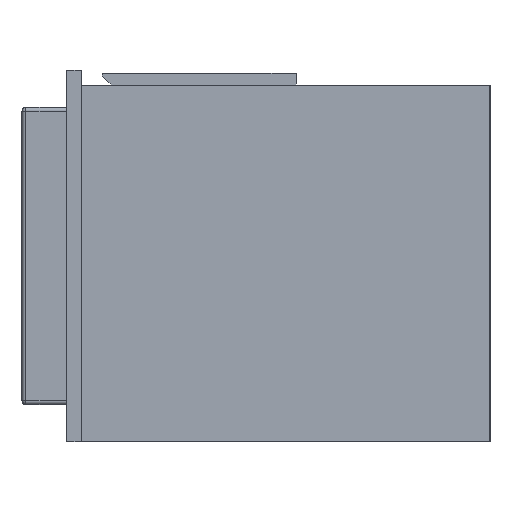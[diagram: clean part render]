
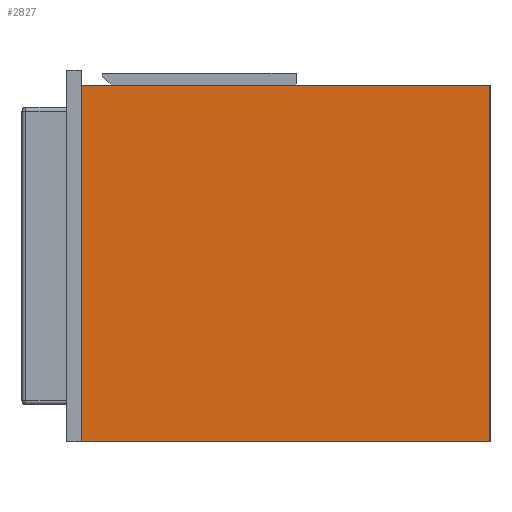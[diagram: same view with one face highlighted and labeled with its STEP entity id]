
A CAD part, left-side view. The second image highlights one B-rep face of the part: STEP entity #2827.
In plain terms, the highlighted planar face has unit normal (-1, 0, 0).
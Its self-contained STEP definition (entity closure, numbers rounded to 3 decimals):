
#19 = VECTOR ( 'NONE', #742, 1000. ) ;
#78 = VECTOR ( 'NONE', #3568, 1000. ) ;
#245 = FACE_OUTER_BOUND ( 'NONE', #1684, .T. ) ;
#350 = DIRECTION ( 'NONE',  ( 0., 0., 1. ) ) ;
#368 = AXIS2_PLACEMENT_3D ( 'NONE', #2054, #4085, #350 ) ;
#487 = VERTEX_POINT ( 'NONE', #2632 ) ;
#540 = LINE ( 'NONE', #4589, #1639 ) ;
#621 = ORIENTED_EDGE ( 'NONE', *, *, #2491, .F. ) ;
#688 = EDGE_CURVE ( 'NONE', #487, #3013, #3446, .T. ) ;
#742 = DIRECTION ( 'NONE',  ( 0., 0., -1. ) ) ;
#1578 = ORIENTED_EDGE ( 'NONE', *, *, #1687, .T. ) ;
#1639 = VECTOR ( 'NONE', #2134, 1000. ) ;
#1684 = EDGE_LOOP ( 'NONE', ( #621, #3878, #3622, #1578 ) ) ;
#1687 = EDGE_CURVE ( 'NONE', #3917, #5142, #540, .T. ) ;
#1951 = VECTOR ( 'NONE', #5036, 1000. ) ;
#2054 = CARTESIAN_POINT ( 'NONE',  ( -444., 275., 480. ) ) ;
#2134 = DIRECTION ( 'NONE',  ( 0., 0., -1. ) ) ;
#2400 = PLANE ( 'NONE',  #368 ) ;
#2489 = CARTESIAN_POINT ( 'NONE',  ( -444., 275., 0. ) ) ;
#2491 = EDGE_CURVE ( 'NONE', #3013, #5142, #4076, .T. ) ;
#2632 = CARTESIAN_POINT ( 'NONE',  ( -444., -275., 480. ) ) ;
#2827 = ADVANCED_FACE ( 'NONE', ( #245 ), #2400, .T. ) ;
#3013 = VERTEX_POINT ( 'NONE', #3173 ) ;
#3173 = CARTESIAN_POINT ( 'NONE',  ( -444., -275., 0. ) ) ;
#3446 = LINE ( 'NONE', #4416, #19 ) ;
#3568 = DIRECTION ( 'NONE',  ( 0., 1., 0. ) ) ;
#3622 = ORIENTED_EDGE ( 'NONE', *, *, #4948, .T. ) ;
#3626 = CARTESIAN_POINT ( 'NONE',  ( -444., 275., 480. ) ) ;
#3628 = LINE ( 'NONE', #3626, #78 ) ;
#3781 = CARTESIAN_POINT ( 'NONE',  ( -444., 275., 0. ) ) ;
#3792 = CARTESIAN_POINT ( 'NONE',  ( -444., 275., 480. ) ) ;
#3878 = ORIENTED_EDGE ( 'NONE', *, *, #688, .F. ) ;
#3917 = VERTEX_POINT ( 'NONE', #3792 ) ;
#4076 = LINE ( 'NONE', #3781, #1951 ) ;
#4085 = DIRECTION ( 'NONE',  ( -1., 0., 0. ) ) ;
#4416 = CARTESIAN_POINT ( 'NONE',  ( -444., -275., 480. ) ) ;
#4589 = CARTESIAN_POINT ( 'NONE',  ( -444., 275., 480. ) ) ;
#4948 = EDGE_CURVE ( 'NONE', #487, #3917, #3628, .T. ) ;
#5036 = DIRECTION ( 'NONE',  ( 0., 1., 0. ) ) ;
#5142 = VERTEX_POINT ( 'NONE', #2489 ) ;
